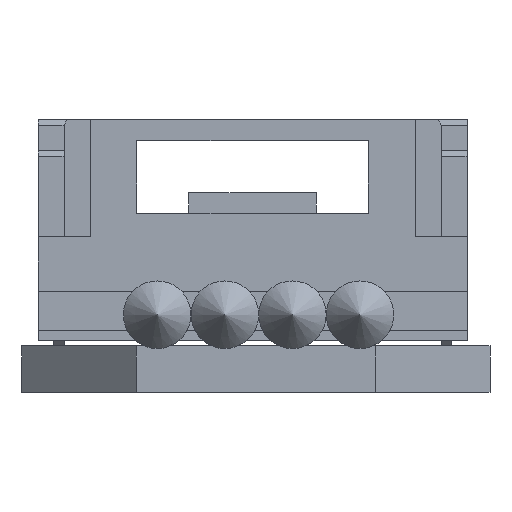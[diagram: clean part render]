
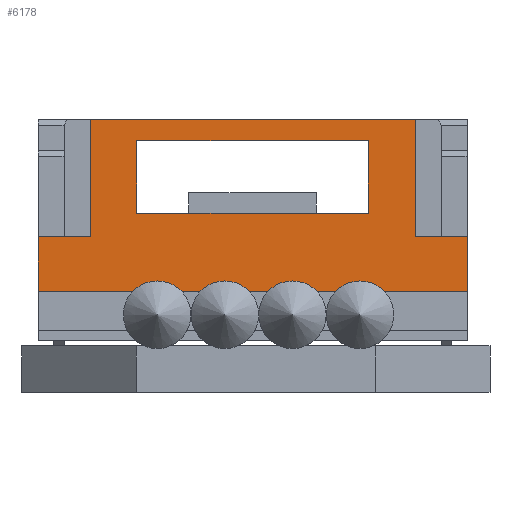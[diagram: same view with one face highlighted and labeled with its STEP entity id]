
A CAD part, left-side view. The second image highlights one B-rep face of the part: STEP entity #6178.
In plain terms, the highlighted planar face has unit normal (-1, 0, 0).
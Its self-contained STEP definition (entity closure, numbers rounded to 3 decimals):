
#5491 = EDGE_CURVE('',#5492,#5494,#5496,.T.);
#5492 = VERTEX_POINT('',#5493);
#5493 = CARTESIAN_POINT('',(168.009,269.541,
    2.1));
#5494 = VERTEX_POINT('',#5495);
#5495 = CARTESIAN_POINT('',(168.009,270.541,2.1
    ));
#5496 = LINE('',#5497,#5498);
#5497 = CARTESIAN_POINT('',(168.009,269.541,
    2.1));
#5498 = VECTOR('',#5499,1.);
#5499 = DIRECTION('',(0.,1.,0.));
#5541 = VERTEX_POINT('',#5542);
#5542 = CARTESIAN_POINT('',(168.009,271.441,
    3.95));
#5548 = EDGE_CURVE('',#5549,#5541,#5551,.T.);
#5549 = VERTEX_POINT('',#5550);
#5550 = CARTESIAN_POINT('',(168.009,275.891,
    3.95));
#5551 = LINE('',#5552,#5553);
#5552 = CARTESIAN_POINT('',(168.009,269.541,
    3.95));
#5553 = VECTOR('',#5554,1.);
#5554 = DIRECTION('',(0.,-1.,0.));
#5597 = VERTEX_POINT('',#5598);
#5598 = CARTESIAN_POINT('',(168.009,271.441,
    2.55));
#5604 = EDGE_CURVE('',#5597,#5541,#5605,.T.);
#5605 = LINE('',#5606,#5607);
#5606 = CARTESIAN_POINT('',(168.009,271.441,
    3.95));
#5607 = VECTOR('',#5608,1.);
#5608 = DIRECTION('',(0.,0.,1.));
#5645 = VERTEX_POINT('',#5646);
#5646 = CARTESIAN_POINT('',(168.009,275.891,
    2.55));
#5652 = EDGE_CURVE('',#5597,#5645,#5653,.T.);
#5653 = LINE('',#5654,#5655);
#5654 = CARTESIAN_POINT('',(168.009,269.541,
    2.55));
#5655 = VECTOR('',#5656,1.);
#5656 = DIRECTION('',(0.,1.,0.));
#5669 = VERTEX_POINT('',#5670);
#5670 = CARTESIAN_POINT('',(168.009,269.541,
    1.05));
#5676 = EDGE_CURVE('',#5677,#5669,#5679,.T.);
#5677 = VERTEX_POINT('',#5678);
#5678 = CARTESIAN_POINT('',(168.009,277.791,
    1.05));
#5679 = LINE('',#5680,#5681);
#5680 = CARTESIAN_POINT('',(168.009,269.541,
    1.05));
#5681 = VECTOR('',#5682,1.);
#5682 = DIRECTION('',(0.,-1.,0.));
#5698 = EDGE_CURVE('',#5494,#5699,#5701,.T.);
#5699 = VERTEX_POINT('',#5700);
#5700 = CARTESIAN_POINT('',(168.009,270.541,
    4.35));
#5701 = LINE('',#5702,#5703);
#5702 = CARTESIAN_POINT('',(168.009,270.541,
    4.35));
#5703 = VECTOR('',#5704,1.);
#5704 = DIRECTION('',(0.,0.,1.));
#5819 = EDGE_CURVE('',#5492,#5669,#5820,.T.);
#5820 = LINE('',#5821,#5822);
#5821 = CARTESIAN_POINT('',(168.009,269.541,
    0.1));
#5822 = VECTOR('',#5823,1.);
#5823 = DIRECTION('',(0.,0.,-1.));
#6178 = ADVANCED_FACE('',(#6179,#6190),#6226,.F.);
#6179 = FACE_BOUND('',#6180,.T.);
#6180 = EDGE_LOOP('',(#6181,#6182,#6188,#6189));
#6181 = ORIENTED_EDGE('',*,*,#5652,.T.);
#6182 = ORIENTED_EDGE('',*,*,#6183,.T.);
#6183 = EDGE_CURVE('',#5645,#5549,#6184,.T.);
#6184 = LINE('',#6185,#6186);
#6185 = CARTESIAN_POINT('',(168.009,275.891,
    3.95));
#6186 = VECTOR('',#6187,1.);
#6187 = DIRECTION('',(0.,0.,1.));
#6188 = ORIENTED_EDGE('',*,*,#5548,.T.);
#6189 = ORIENTED_EDGE('',*,*,#5604,.F.);
#6190 = FACE_BOUND('',#6191,.T.);
#6191 = EDGE_LOOP('',(#6192,#6193,#6194,#6195,#6196,#6204,#6212,#6220));
#6192 = ORIENTED_EDGE('',*,*,#5676,.T.);
#6193 = ORIENTED_EDGE('',*,*,#5819,.F.);
#6194 = ORIENTED_EDGE('',*,*,#5491,.T.);
#6195 = ORIENTED_EDGE('',*,*,#5698,.T.);
#6196 = ORIENTED_EDGE('',*,*,#6197,.F.);
#6197 = EDGE_CURVE('',#6198,#5699,#6200,.T.);
#6198 = VERTEX_POINT('',#6199);
#6199 = CARTESIAN_POINT('',(168.009,276.791,
    4.35));
#6200 = LINE('',#6201,#6202);
#6201 = CARTESIAN_POINT('',(168.009,269.541,
    4.35));
#6202 = VECTOR('',#6203,1.);
#6203 = DIRECTION('',(0.,-1.,0.));
#6204 = ORIENTED_EDGE('',*,*,#6205,.F.);
#6205 = EDGE_CURVE('',#6206,#6198,#6208,.T.);
#6206 = VERTEX_POINT('',#6207);
#6207 = CARTESIAN_POINT('',(168.009,276.791,
    2.1));
#6208 = LINE('',#6209,#6210);
#6209 = CARTESIAN_POINT('',(168.009,276.791,
    4.35));
#6210 = VECTOR('',#6211,1.);
#6211 = DIRECTION('',(0.,0.,1.));
#6212 = ORIENTED_EDGE('',*,*,#6213,.F.);
#6213 = EDGE_CURVE('',#6214,#6206,#6216,.T.);
#6214 = VERTEX_POINT('',#6215);
#6215 = CARTESIAN_POINT('',(168.009,277.791,
    2.1));
#6216 = LINE('',#6217,#6218);
#6217 = CARTESIAN_POINT('',(168.009,277.791,
    2.1));
#6218 = VECTOR('',#6219,1.);
#6219 = DIRECTION('',(0.,-1.,0.));
#6220 = ORIENTED_EDGE('',*,*,#6221,.T.);
#6221 = EDGE_CURVE('',#6214,#5677,#6222,.T.);
#6222 = LINE('',#6223,#6224);
#6223 = CARTESIAN_POINT('',(168.009,277.791,
    0.1));
#6224 = VECTOR('',#6225,1.);
#6225 = DIRECTION('',(0.,0.,-1.));
#6226 = PLANE('',#6227);
#6227 = AXIS2_PLACEMENT_3D('',#6228,#6229,#6230);
#6228 = CARTESIAN_POINT('',(168.009,269.541,
    0.1));
#6229 = DIRECTION('',(1.,0.,0.));
#6230 = DIRECTION('',(0.,-1.,0.));
